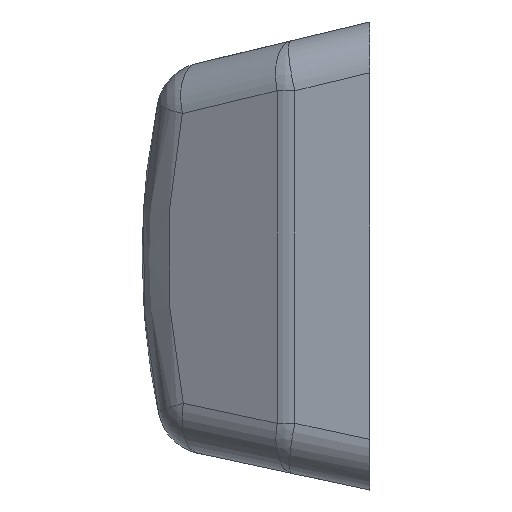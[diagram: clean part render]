
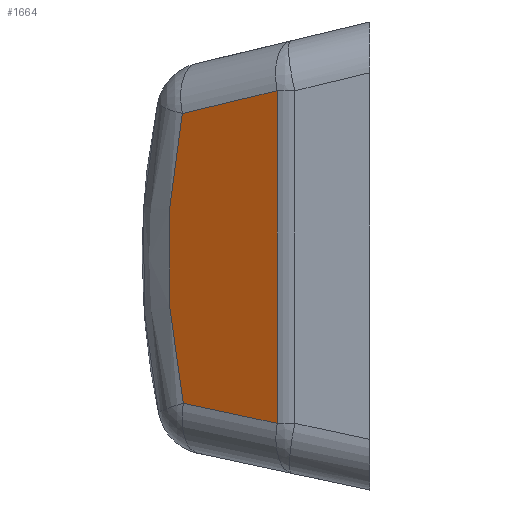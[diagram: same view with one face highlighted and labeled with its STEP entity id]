
A CAD part, left-side view. The second image highlights one B-rep face of the part: STEP entity #1664.
In plain terms, the highlighted planar face has unit normal (-0.868, 0.496, 0).
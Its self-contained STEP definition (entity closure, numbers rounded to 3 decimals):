
#18 = VERTEX_POINT ( 'NONE', #2167 ) ;
#103 = VERTEX_POINT ( 'NONE', #263 ) ;
#110 = EDGE_CURVE ( 'NONE', #1531, #103, #1759, .T. ) ;
#125 = CARTESIAN_POINT ( 'NONE',  ( 2.804, 7.332, -3.578 ) ) ;
#263 = CARTESIAN_POINT ( 'NONE',  ( 0.685, 3.624, -15.693 ) ) ;
#287 = VECTOR ( 'NONE', #2358, 1000. ) ;
#389 = CARTESIAN_POINT ( 'NONE',  ( 4.355, 10.046, -4.23 ) ) ;
#442 = CARTESIAN_POINT ( 'NONE',  ( 2.782, 7.293, -14.91 ) ) ;
#638 = PLANE ( 'NONE',  #3226 ) ;
#834 = DIRECTION ( 'NONE',  ( 0.868, -0.496, 0. ) ) ;
#846 = DIRECTION ( 'NONE',  ( 0., 0., 1. ) ) ;
#878 = CARTESIAN_POINT ( 'NONE',  ( 2.804, 7.332, -3.578 ) ) ;
#1045 = VECTOR ( 'NONE', #846, 1000. ) ;
#1057 = DIRECTION ( 'NONE',  ( -0.488, -0.854, -0.182 ) ) ;
#1329 = LINE ( 'NONE', #389, #287 ) ;
#1377 = FACE_OUTER_BOUND ( 'NONE', #1961, .T. ) ;
#1531 = VERTEX_POINT ( 'NONE', #442 ) ;
#1593 = CARTESIAN_POINT ( 'NONE',  ( 3.232, 8.081, -11.162 ) ) ;
#1601 = EDGE_CURVE ( 'NONE', #18, #2027, #1329, .T. ) ;
#1664 = ADVANCED_FACE ( 'NONE', ( #1377 ), #638, .F. ) ;
#1715 = EDGE_CURVE ( 'NONE', #2027, #1531, #2191, .T. ) ;
#1759 = LINE ( 'NONE', #2299, #2341 ) ;
#1835 = DIRECTION ( 'NONE',  ( 0.496, 0.868, 0. ) ) ;
#1840 = ORIENTED_EDGE ( 'NONE', *, *, #110, .T. ) ;
#1961 = EDGE_LOOP ( 'NONE', ( #2616, #2900, #1840, #2812 ) ) ;
#2027 = VERTEX_POINT ( 'NONE', #878 ) ;
#2032 = LINE ( 'NONE', #2568, #1045 ) ;
#2167 = CARTESIAN_POINT ( 'NONE',  ( 0.685, 3.624, -2.688 ) ) ;
#2191 =( BOUNDED_CURVE ( )  B_SPLINE_CURVE ( 3, ( #125, #3084, #1593, #2345 ),
 .UNSPECIFIED., .F., .T. ) 
 B_SPLINE_CURVE_WITH_KNOTS ( ( 4, 4 ),
 ( 2.941, 3.349 ),
 .UNSPECIFIED. ) 
 CURVE ( )  GEOMETRIC_REPRESENTATION_ITEM ( )  RATIONAL_B_SPLINE_CURVE ( ( 1., 0.986, 0.986, 1. ) ) 
 REPRESENTATION_ITEM ( '' )  );
#2299 = CARTESIAN_POINT ( 'NONE',  ( 2.595, 6.966, -14.98 ) ) ;
#2341 = VECTOR ( 'NONE', #1057, 1000. ) ;
#2345 = CARTESIAN_POINT ( 'NONE',  ( 2.782, 7.293, -14.91 ) ) ;
#2358 = DIRECTION ( 'NONE',  ( 0.486, 0.85, -0.204 ) ) ;
#2568 = CARTESIAN_POINT ( 'NONE',  ( 0.685, 3.624, -18.3 ) ) ;
#2604 = CARTESIAN_POINT ( 'NONE',  ( 2.9, 7.5, -18.3 ) ) ;
#2616 = ORIENTED_EDGE ( 'NONE', *, *, #1601, .T. ) ;
#2812 = ORIENTED_EDGE ( 'NONE', *, *, #2818, .T. ) ;
#2818 = EDGE_CURVE ( 'NONE', #103, #18, #2032, .T. ) ;
#2900 = ORIENTED_EDGE ( 'NONE', *, *, #1715, .T. ) ;
#3084 = CARTESIAN_POINT ( 'NONE',  ( 3.24, 8.094, -7.332 ) ) ;
#3226 = AXIS2_PLACEMENT_3D ( 'NONE', #2604, #834, #1835 ) ;
